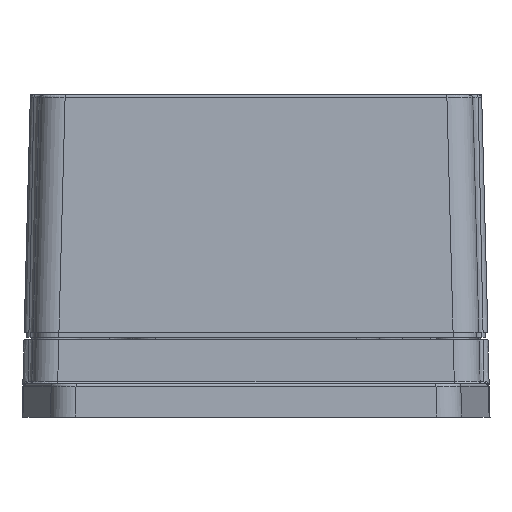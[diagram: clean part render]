
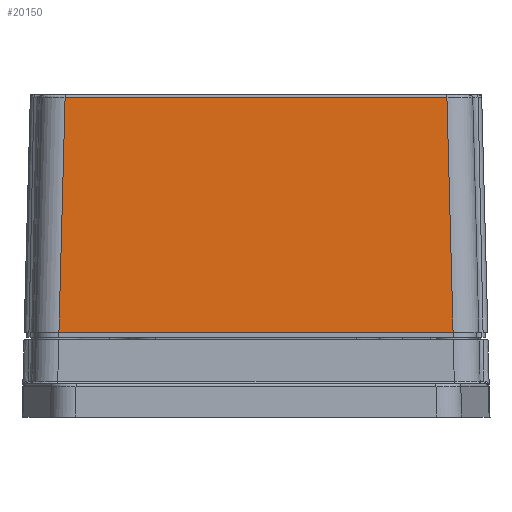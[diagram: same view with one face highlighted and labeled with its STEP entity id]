
A CAD part, front view. The second image highlights one B-rep face of the part: STEP entity #20150.
In plain terms, the highlighted face is planar.
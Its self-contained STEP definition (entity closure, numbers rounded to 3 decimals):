
#1785=PLANE('',#21949);
#2899=FACE_OUTER_BOUND('',#4267,.T.);
#4267=EDGE_LOOP('',(#18243,#18244,#18245,#18246));
#5945=LINE('',#37791,#7548);
#5949=LINE('',#37828,#7552);
#5951=LINE('',#37834,#7554);
#5952=LINE('',#37835,#7555);
#7548=VECTOR('',#26958,76.451);
#7552=VECTOR('',#26972,45.544);
#7554=VECTOR('',#26978,45.544);
#7555=VECTOR('',#26979,74.067);
#10102=VERTEX_POINT('',#37788);
#10103=VERTEX_POINT('',#37790);
#10111=VERTEX_POINT('',#37827);
#10113=VERTEX_POINT('',#37833);
#12870=EDGE_CURVE('',#10103,#10102,#5945,.T.);
#12880=EDGE_CURVE('',#10103,#10111,#5949,.T.);
#12883=EDGE_CURVE('',#10113,#10102,#5951,.T.);
#12884=EDGE_CURVE('',#10111,#10113,#5952,.T.);
#18243=ORIENTED_EDGE('',*,*,#12870,.T.);
#18244=ORIENTED_EDGE('',*,*,#12883,.F.);
#18245=ORIENTED_EDGE('',*,*,#12884,.F.);
#18246=ORIENTED_EDGE('',*,*,#12880,.F.);
#20150=ADVANCED_FACE('',(#2899),#1785,.T.);
#21949=AXIS2_PLACEMENT_3D('',#37832,#26976,#26977);
#26958=DIRECTION('',(0.,-1.,0.));
#26972=DIRECTION('',(-0.026,-0.026,-0.999));
#26976=DIRECTION('center_axis',(1.,0.,-0.026));
#26977=DIRECTION('ref_axis',(0.,-1.,0.));
#26978=DIRECTION('',(0.026,-0.026,0.999));
#26979=DIRECTION('',(0.,-1.,0.));
#37788=CARTESIAN_POINT('',(147.25,-71.099,-1.));
#37790=CARTESIAN_POINT('',(147.25,5.352,-1.));
#37791=CARTESIAN_POINT('',(147.25,-55.373,-1.));
#37827=CARTESIAN_POINT('',(146.058,4.16,-46.513));
#37828=CARTESIAN_POINT('',(147.219,5.321,-2.177));
#37832=CARTESIAN_POINT('Origin',(147.276,-77.873,0.));
#37833=CARTESIAN_POINT('',(146.058,-69.907,-46.513));
#37834=CARTESIAN_POINT('',(147.281,-71.13,0.176));
#37835=CARTESIAN_POINT('',(146.058,-55.373,-46.513));
